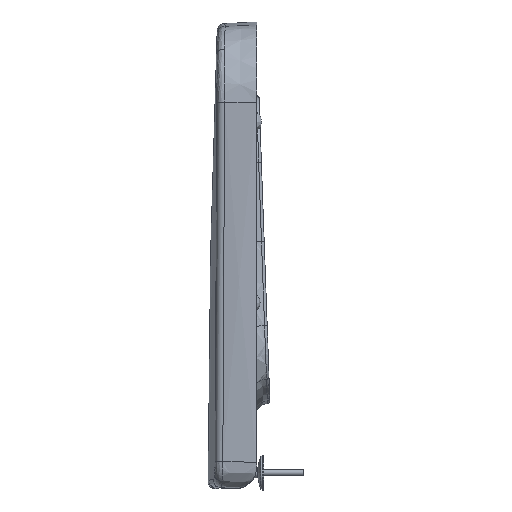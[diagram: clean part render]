
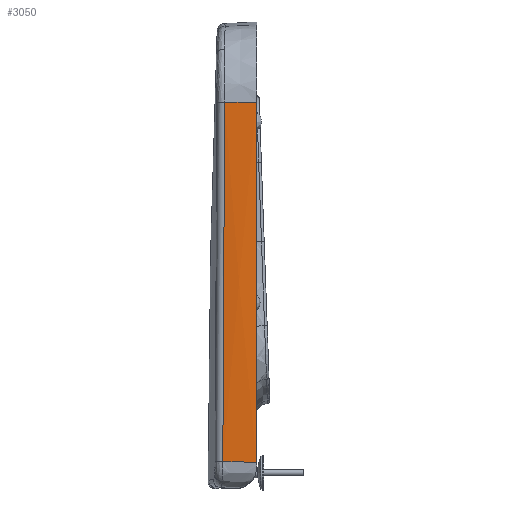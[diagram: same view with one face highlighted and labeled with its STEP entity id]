
A CAD part, left-side view. The second image highlights one B-rep face of the part: STEP entity #3050.
In plain terms, the highlighted free-form (B-spline) face has degree [2, 2] with [3, 3] control points.
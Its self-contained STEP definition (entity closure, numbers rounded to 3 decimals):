
#329=B_SPLINE_SURFACE_WITH_KNOTS('',2,2,((#23472,#23473,#23474),(#23475,
#23476,#23477),(#23478,#23479,#23480)),.UNSPECIFIED.,.F.,.F.,.F.,(3,3),
(3,3),(0.,1.),(0.,1.),.UNSPECIFIED.);
#1064=B_SPLINE_CURVE_WITH_KNOTS('',3,(#22874,#22875,#22876,#22877),
 .UNSPECIFIED.,.F.,.F.,(4,4),(0.,1.),.UNSPECIFIED.);
#1089=B_SPLINE_CURVE_WITH_KNOTS('',3,(#23337,#23338,#23339,#23340,#23341,
#23342,#23343,#23344,#23345,#23346,#23347,#23348,#23349,#23350,#23351,#23352,
#23353,#23354,#23355,#23356,#23357,#23358,#23359,#23360,#23361,#23362,#23363,
#23364,#23365,#23366,#23367,#23368,#23369,#23370,#23371),.UNSPECIFIED.,
 .F.,.F.,(4,2,2,2,1,1,2,2,2,1,1,2,2,2,2,1,1,1,2,2,4),(0.,0.125,0.188,0.25,
0.313,0.344,0.359,0.375,0.438,0.469,0.484,0.492,0.5,0.625,
0.688,0.719,0.734,0.742,0.746,0.75,1.),.UNSPECIFIED.);
#1093=B_SPLINE_CURVE_WITH_KNOTS('',2,(#23461,#23462,#23463),
 .UNSPECIFIED.,.F.,.F.,(3,3),(0.,1.),.UNSPECIFIED.);
#1094=B_SPLINE_CURVE_WITH_KNOTS('',6,(#23465,#23466,#23467,#23468,#23469,
#23470,#23471),.UNSPECIFIED.,.F.,.F.,(7,7),(0.,1.),.UNSPECIFIED.);
#2437=FACE_OUTER_BOUND('',#3759,.T.);
#3050=ADVANCED_FACE('NONE',(#2437),#329,.T.);
#3759=EDGE_LOOP('',(#5018,#5019,#5020,#5021));
#5018=ORIENTED_EDGE('',*,*,#8726,.F.);
#5019=ORIENTED_EDGE('',*,*,#8727,.F.);
#5020=ORIENTED_EDGE('',*,*,#8722,.T.);
#5021=ORIENTED_EDGE('',*,*,#8693,.T.);
#7591=VERTEX_POINT('',#22821);
#7592=VERTEX_POINT('',#22872);
#7610=VERTEX_POINT('',#23372);
#7613=VERTEX_POINT('',#23464);
#8693=EDGE_CURVE('NONE',#7591,#7592,#1064,.T.);
#8722=EDGE_CURVE('NONE',#7610,#7591,#1089,.T.);
#8726=EDGE_CURVE('NONE',#7613,#7592,#1093,.T.);
#8727=EDGE_CURVE('NONE',#7610,#7613,#1094,.T.);
#22821=CARTESIAN_POINT('',(-189.998,-19.,10.112));
#22872=CARTESIAN_POINT('',(-187.5,-19.,355.321));
#22874=CARTESIAN_POINT('',(-189.998,-19.,10.111));
#22875=CARTESIAN_POINT('',(-190.076,-19.,124.979));
#22876=CARTESIAN_POINT('',(-189.243,-19.,240.049));
#22877=CARTESIAN_POINT('',(-187.5,-19.,355.321));
#23337=CARTESIAN_POINT('',(-188.346,13.347,10.7));
#23338=CARTESIAN_POINT('',(-188.428,12.121,10.586));
#23339=CARTESIAN_POINT('',(-188.511,10.851,10.489));
#23340=CARTESIAN_POINT('',(-188.636,8.881,10.366));
#23341=CARTESIAN_POINT('',(-188.678,8.213,10.33));
#23342=CARTESIAN_POINT('',(-188.761,6.856,10.264));
#23343=CARTESIAN_POINT('',(-188.805,6.119,10.234));
#23344=CARTESIAN_POINT('',(-188.883,4.813,10.188));
#23345=CARTESIAN_POINT('',(-188.942,3.799,10.158));
#23346=CARTESIAN_POINT('',(-189.013,2.554,10.131));
#23347=CARTESIAN_POINT('',(-189.044,2.007,10.121));
#23348=CARTESIAN_POINT('',(-189.064,1.639,10.114));
#23349=CARTESIAN_POINT('',(-189.076,1.425,10.111));
#23350=CARTESIAN_POINT('',(-189.119,0.637,10.099));
#23351=CARTESIAN_POINT('',(-189.155,-0.027,10.092));
#23352=CARTESIAN_POINT('',(-189.211,-1.075,10.083));
#23353=CARTESIAN_POINT('',(-189.239,-1.612,10.08));
#23354=CARTESIAN_POINT('',(-189.273,-2.261,10.077));
#23355=CARTESIAN_POINT('',(-189.288,-2.544,10.076));
#23356=CARTESIAN_POINT('',(-189.297,-2.734,10.076));
#23357=CARTESIAN_POINT('',(-189.305,-2.877,10.075));
#23358=CARTESIAN_POINT('',(-189.347,-3.698,10.073));
#23359=CARTESIAN_POINT('',(-189.401,-4.777,10.074));
#23360=CARTESIAN_POINT('',(-189.5,-6.856,10.079));
#23361=CARTESIAN_POINT('',(-189.536,-7.625,10.081));
#23362=CARTESIAN_POINT('',(-189.594,-8.894,10.086));
#23363=CARTESIAN_POINT('',(-189.624,-9.558,10.088));
#23364=CARTESIAN_POINT('',(-189.66,-10.382,10.091));
#23365=CARTESIAN_POINT('',(-189.678,-10.806,10.093));
#23366=CARTESIAN_POINT('',(-189.686,-10.991,10.094));
#23367=CARTESIAN_POINT('',(-189.691,-11.115,10.094));
#23368=CARTESIAN_POINT('',(-189.696,-11.215,10.095));
#23369=CARTESIAN_POINT('',(-189.763,-12.781,10.101));
#23370=CARTESIAN_POINT('',(-189.871,-15.368,10.107));
#23371=CARTESIAN_POINT('',(-189.998,-19.,10.111));
#23372=CARTESIAN_POINT('',(-188.345,13.347,10.7));
#23461=CARTESIAN_POINT('',(-185.689,11.608,355.294));
#23462=CARTESIAN_POINT('',(-186.895,-3.705,355.312));
#23463=CARTESIAN_POINT('',(-187.5,-19.,355.321));
#23464=CARTESIAN_POINT('',(-185.689,11.608,355.294));
#23465=CARTESIAN_POINT('',(-188.345,13.347,10.7));
#23466=CARTESIAN_POINT('',(-188.39,13.13,68.129));
#23467=CARTESIAN_POINT('',(-188.241,12.884,125.566));
#23468=CARTESIAN_POINT('',(-187.898,12.608,183.001));
#23469=CARTESIAN_POINT('',(-187.36,12.301,240.435));
#23470=CARTESIAN_POINT('',(-186.627,11.964,297.866));
#23471=CARTESIAN_POINT('',(-185.689,11.608,355.294));
#23472=CARTESIAN_POINT('',(-189.996,-19.,8.004));
#23473=CARTESIAN_POINT('',(-189.388,-1.575,8.005));
#23474=CARTESIAN_POINT('',(-188.171,15.867,8.006));
#23475=CARTESIAN_POINT('',(-190.13,-19.,181.357));
#23476=CARTESIAN_POINT('',(-189.521,-1.733,181.352));
#23477=CARTESIAN_POINT('',(-188.305,15.553,181.344));
#23478=CARTESIAN_POINT('',(-187.5,-19.,355.321));
#23479=CARTESIAN_POINT('',(-186.891,-3.613,355.312));
#23480=CARTESIAN_POINT('',(-185.675,11.792,355.294));
